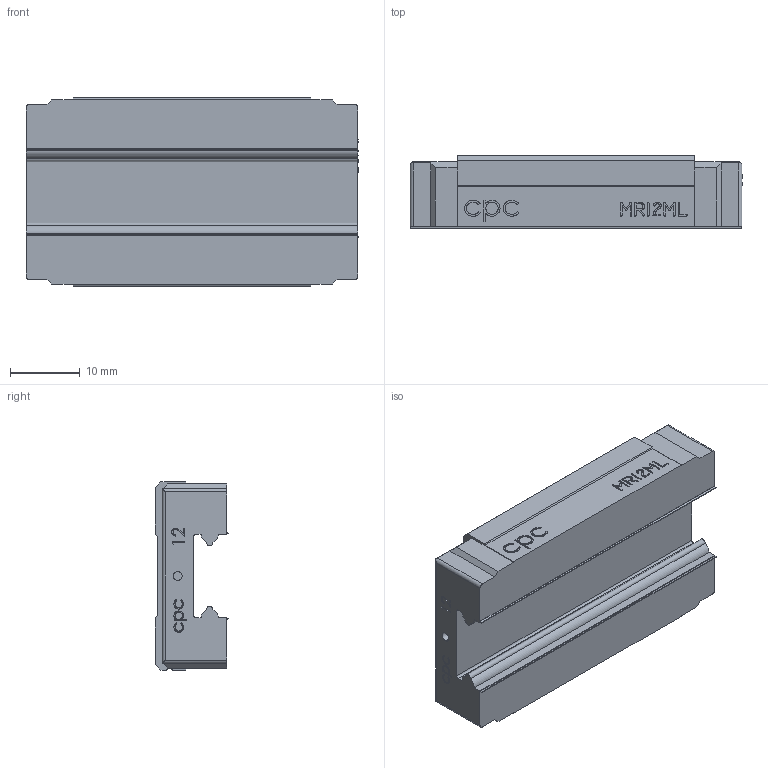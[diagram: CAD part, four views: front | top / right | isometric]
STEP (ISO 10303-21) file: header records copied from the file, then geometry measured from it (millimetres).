
FILE_DESCRIPTION (( 'STEP AP214' ), '1' );
FILE_NAME ('12ML-SU_ZU-block.STEP', '2012-10-30T01:44:04', ( '' ), ( '' ), 'SwSTEP 2.0', 'SolidWorks 2010', '' );
FILE_SCHEMA (( 'AUTOMOTIVE_DESIGN' ));
Length unit declared in the file: millimetre
Products named in the file (1): 12ML-SU_ZU-block
Bounding box: 47.6 x 10.5 x 27 mm (x, y, z)
Volume: 9791.6 mm3; surface area: 4806 mm2
Topology: 1 solids, 1 shells, 497 faces, 1349 edges, 890 vertices
Faces by surface type: bspline 224, plane 219, cylinder 38, cone 16
Entity records: 31405 total; most frequent: CARTESIAN_POINT 19949, ORIENTED_EDGE 2682, DIRECTION 1505, EDGE_CURVE 1341, VERTEX_POINT 890, VECTOR 805, LINE 805, EDGE_LOOP 541
